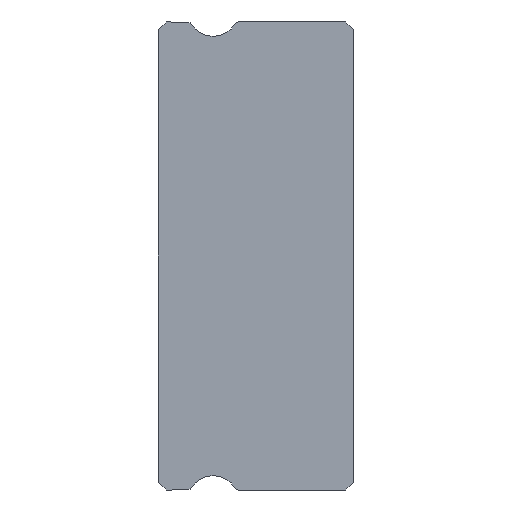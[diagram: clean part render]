
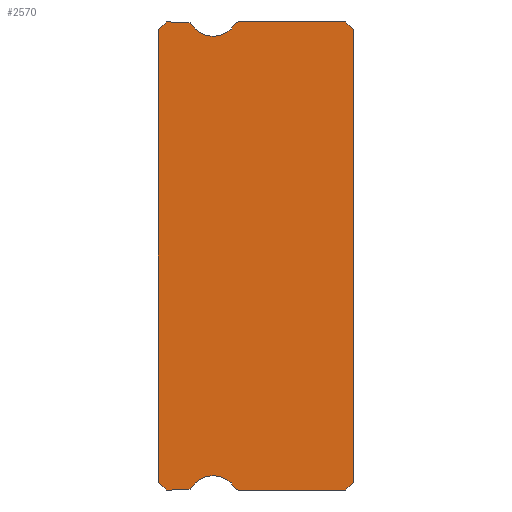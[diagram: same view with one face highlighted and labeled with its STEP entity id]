
A CAD part, left-side view. The second image highlights one B-rep face of the part: STEP entity #2570.
In plain terms, the highlighted planar face has unit normal (-1, 0, 0).
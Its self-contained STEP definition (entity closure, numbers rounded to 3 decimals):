
#32 = CARTESIAN_POINT ( 'NONE',  ( -15., 7.2, 9. ) ) ;
#52 = CARTESIAN_POINT ( 'NONE',  ( -15., 5.4, 9.45 ) ) ;
#54 = DIRECTION ( 'NONE',  ( 1., 0., 0. ) ) ;
#123 = ORIENTED_EDGE ( 'NONE', *, *, #1531, .F. ) ;
#175 = EDGE_CURVE ( 'NONE', #1976, #719, #2259, .T. ) ;
#188 = CARTESIAN_POINT ( 'NONE',  ( -15., 0., -8.7 ) ) ;
#200 = CIRCLE ( 'NONE', #469, 1. ) ;
#209 = AXIS2_PLACEMENT_3D ( 'NONE', #2853, #2325, #2346 ) ;
#220 = VERTEX_POINT ( 'NONE', #696 ) ;
#247 = CARTESIAN_POINT ( 'NONE',  ( -15., 6.381, -8.85 ) ) ;
#253 = LINE ( 'NONE', #3851, #1704 ) ;
#272 = VECTOR ( 'NONE', #1682, 1000. ) ;
#413 = CARTESIAN_POINT ( 'NONE',  ( -15., 7.5, 8.85 ) ) ;
#418 = ORIENTED_EDGE ( 'NONE', *, *, #1911, .T. ) ;
#469 = AXIS2_PLACEMENT_3D ( 'NONE', #1104, #514, #495 ) ;
#492 = ORIENTED_EDGE ( 'NONE', *, *, #768, .F. ) ;
#495 = DIRECTION ( 'NONE',  ( 0., 0., -1. ) ) ;
#502 = CARTESIAN_POINT ( 'NONE',  ( -15., 4.419, -9. ) ) ;
#514 = DIRECTION ( 'NONE',  ( -1., 0., 0. ) ) ;
#536 = VECTOR ( 'NONE', #2252, 1000. ) ;
#544 = EDGE_LOOP ( 'NONE', ( #1247, #4134, #2453, #4203, #1766, #492, #3420, #904, #418, #2818, #123, #3674, #2834, #661, #3020, #1519, #2437 ) ) ;
#576 = VERTEX_POINT ( 'NONE', #32 ) ;
#661 = ORIENTED_EDGE ( 'NONE', *, *, #1479, .F. ) ;
#696 = CARTESIAN_POINT ( 'NONE',  ( -15., 6.381, 9. ) ) ;
#719 = VERTEX_POINT ( 'NONE', #2131 ) ;
#731 = EDGE_CURVE ( 'NONE', #3955, #821, #2206, .T. ) ;
#738 = CIRCLE ( 'NONE', #812, 0.15 ) ;
#768 = EDGE_CURVE ( 'NONE', #3615, #2961, #738, .T. ) ;
#799 = DIRECTION ( 'NONE',  ( 0., 1., 0. ) ) ;
#807 = DIRECTION ( 'NONE',  ( 0., 1., 0. ) ) ;
#812 = AXIS2_PLACEMENT_3D ( 'NONE', #1890, #3149, #3180 ) ;
#819 = LINE ( 'NONE', #1126, #1631 ) ;
#821 = VERTEX_POINT ( 'NONE', #1273 ) ;
#882 = VECTOR ( 'NONE', #3285, 1000. ) ;
#897 = EDGE_CURVE ( 'NONE', #220, #2810, #1702, .T. ) ;
#904 = ORIENTED_EDGE ( 'NONE', *, *, #731, .F. ) ;
#950 = CARTESIAN_POINT ( 'NONE',  ( -15., 6.381, -9. ) ) ;
#1020 = EDGE_CURVE ( 'NONE', #821, #3615, #819, .T. ) ;
#1052 = EDGE_CURVE ( 'NONE', #2961, #2791, #200, .T. ) ;
#1065 = CIRCLE ( 'NONE', #3262, 1. ) ;
#1082 = AXIS2_PLACEMENT_3D ( 'NONE', #2646, #2269, #1351 ) ;
#1104 = CARTESIAN_POINT ( 'NONE',  ( -15., 5.4, -9.45 ) ) ;
#1126 = CARTESIAN_POINT ( 'NONE',  ( -15., 6.381, -9. ) ) ;
#1193 = EDGE_CURVE ( 'NONE', #1880, #1227, #253, .T. ) ;
#1227 = VERTEX_POINT ( 'NONE', #3144 ) ;
#1247 = ORIENTED_EDGE ( 'NONE', *, *, #1947, .F. ) ;
#1248 = EDGE_CURVE ( 'NONE', #2427, #3011, #1347, .T. ) ;
#1273 = CARTESIAN_POINT ( 'NONE',  ( -15., 0.3, -9. ) ) ;
#1280 = FACE_OUTER_BOUND ( 'NONE', #544, .T. ) ;
#1347 = LINE ( 'NONE', #1990, #882 ) ;
#1351 = DIRECTION ( 'NONE',  ( 0., 0., -1. ) ) ;
#1354 = DIRECTION ( 'NONE',  ( 0., 0., 1. ) ) ;
#1360 = EDGE_CURVE ( 'NONE', #576, #2371, #1967, .T. ) ;
#1365 = VECTOR ( 'NONE', #807, 1000. ) ;
#1479 = EDGE_CURVE ( 'NONE', #2810, #2485, #1065, .T. ) ;
#1519 = ORIENTED_EDGE ( 'NONE', *, *, #1546, .T. ) ;
#1531 = EDGE_CURVE ( 'NONE', #719, #2427, #2769, .T. ) ;
#1546 = EDGE_CURVE ( 'NONE', #220, #576, #3766, .T. ) ;
#1582 = AXIS2_PLACEMENT_3D ( 'NONE', #3026, #54, #3926 ) ;
#1631 = VECTOR ( 'NONE', #799, 1000. ) ;
#1656 = DIRECTION ( 'NONE',  ( 0., 0.707, -0.707 ) ) ;
#1668 = CARTESIAN_POINT ( 'NONE',  ( -15., 6.381, 8.85 ) ) ;
#1682 = DIRECTION ( 'NONE',  ( 0., 0., 1. ) ) ;
#1700 = EDGE_CURVE ( 'NONE', #2791, #3992, #2514, .T. ) ;
#1702 = CIRCLE ( 'NONE', #1082, 0.15 ) ;
#1704 = VECTOR ( 'NONE', #4157, 1000. ) ;
#1710 = VECTOR ( 'NONE', #2472, 1000. ) ;
#1766 = ORIENTED_EDGE ( 'NONE', *, *, #1052, .F. ) ;
#1858 = CARTESIAN_POINT ( 'NONE',  ( -15., 6.253, -8.928 ) ) ;
#1880 = VERTEX_POINT ( 'NONE', #2885 ) ;
#1890 = CARTESIAN_POINT ( 'NONE',  ( -15., 4.419, -8.85 ) ) ;
#1903 = EDGE_CURVE ( 'NONE', #1227, #3992, #2567, .T. ) ;
#1911 = EDGE_CURVE ( 'NONE', #3955, #3011, #3021, .T. ) ;
#1933 = CARTESIAN_POINT ( 'NONE',  ( -15., 0., -8.7 ) ) ;
#1937 = DIRECTION ( 'NONE',  ( 0., -1., 0. ) ) ;
#1947 = EDGE_CURVE ( 'NONE', #1880, #2371, #3987, .T. ) ;
#1967 = LINE ( 'NONE', #2033, #4001 ) ;
#1976 = VERTEX_POINT ( 'NONE', #2021 ) ;
#1990 = CARTESIAN_POINT ( 'NONE',  ( -15., 0.3, 9. ) ) ;
#2021 = CARTESIAN_POINT ( 'NONE',  ( -15., 4.547, 8.928 ) ) ;
#2033 = CARTESIAN_POINT ( 'NONE',  ( -15., 7.5, 8.7 ) ) ;
#2110 = CARTESIAN_POINT ( 'NONE',  ( -15., 7.2, 9. ) ) ;
#2121 = VECTOR ( 'NONE', #1354, 1000. ) ;
#2131 = CARTESIAN_POINT ( 'NONE',  ( -15., 4.419, 9. ) ) ;
#2156 = CARTESIAN_POINT ( 'NONE',  ( -15., 6.381, -9. ) ) ;
#2206 = LINE ( 'NONE', #1933, #536 ) ;
#2232 = CARTESIAN_POINT ( 'NONE',  ( -15., 4.547, -8.928 ) ) ;
#2252 = DIRECTION ( 'NONE',  ( 0., 0.707, -0.707 ) ) ;
#2259 = CIRCLE ( 'NONE', #1582, 0.15 ) ;
#2269 = DIRECTION ( 'NONE',  ( 1., 0., 0. ) ) ;
#2320 = DIRECTION ( 'NONE',  ( 0., 0., -1. ) ) ;
#2325 = DIRECTION ( 'NONE',  ( -1., 0., 0. ) ) ;
#2346 = DIRECTION ( 'NONE',  ( 0., 0., -1. ) ) ;
#2371 = VERTEX_POINT ( 'NONE', #3956 ) ;
#2393 = AXIS2_PLACEMENT_3D ( 'NONE', #247, #4191, #2493 ) ;
#2427 = VERTEX_POINT ( 'NONE', #3895 ) ;
#2437 = ORIENTED_EDGE ( 'NONE', *, *, #1360, .T. ) ;
#2453 = ORIENTED_EDGE ( 'NONE', *, *, #1903, .T. ) ;
#2472 = DIRECTION ( 'NONE',  ( 0., -1., 0. ) ) ;
#2485 = VERTEX_POINT ( 'NONE', #2757 ) ;
#2493 = DIRECTION ( 'NONE',  ( 0., 0., -1. ) ) ;
#2514 = CIRCLE ( 'NONE', #2393, 0.15 ) ;
#2567 = LINE ( 'NONE', #950, #3143 ) ;
#2570 = ADVANCED_FACE ( 'NONE', ( #1280 ), #3234, .F. ) ;
#2572 = DIRECTION ( 'NONE',  ( 1., 0., 0. ) ) ;
#2597 = DIRECTION ( 'NONE',  ( 0., 0., -1. ) ) ;
#2646 = CARTESIAN_POINT ( 'NONE',  ( -15., 6.381, 8.85 ) ) ;
#2658 = DIRECTION ( 'NONE',  ( -1., 0., 0. ) ) ;
#2757 = CARTESIAN_POINT ( 'NONE',  ( -15., 5.4, 8.45 ) ) ;
#2769 = LINE ( 'NONE', #3722, #1710 ) ;
#2791 = VERTEX_POINT ( 'NONE', #1858 ) ;
#2810 = VERTEX_POINT ( 'NONE', #2826 ) ;
#2818 = ORIENTED_EDGE ( 'NONE', *, *, #1248, .F. ) ;
#2826 = CARTESIAN_POINT ( 'NONE',  ( -15., 6.253, 8.928 ) ) ;
#2834 = ORIENTED_EDGE ( 'NONE', *, *, #3315, .F. ) ;
#2853 = CARTESIAN_POINT ( 'NONE',  ( -15., 5.4, 9.45 ) ) ;
#2867 = CARTESIAN_POINT ( 'NONE',  ( -15., 0., 8.7 ) ) ;
#2885 = CARTESIAN_POINT ( 'NONE',  ( -15., 7.5, -8.7 ) ) ;
#2961 = VERTEX_POINT ( 'NONE', #2232 ) ;
#3011 = VERTEX_POINT ( 'NONE', #2867 ) ;
#3020 = ORIENTED_EDGE ( 'NONE', *, *, #897, .F. ) ;
#3021 = LINE ( 'NONE', #3334, #272 ) ;
#3026 = CARTESIAN_POINT ( 'NONE',  ( -15., 4.419, 8.85 ) ) ;
#3143 = VECTOR ( 'NONE', #1937, 1000. ) ;
#3144 = CARTESIAN_POINT ( 'NONE',  ( -15., 7.2, -9. ) ) ;
#3149 = DIRECTION ( 'NONE',  ( 1., 0., 0. ) ) ;
#3180 = DIRECTION ( 'NONE',  ( 0., 0., -1. ) ) ;
#3234 = PLANE ( 'NONE',  #4036 ) ;
#3262 = AXIS2_PLACEMENT_3D ( 'NONE', #52, #2658, #2320 ) ;
#3285 = DIRECTION ( 'NONE',  ( 0., -0.707, -0.707 ) ) ;
#3315 = EDGE_CURVE ( 'NONE', #2485, #1976, #4087, .T. ) ;
#3334 = CARTESIAN_POINT ( 'NONE',  ( -15., 0., 8.7 ) ) ;
#3420 = ORIENTED_EDGE ( 'NONE', *, *, #1020, .F. ) ;
#3615 = VERTEX_POINT ( 'NONE', #502 ) ;
#3674 = ORIENTED_EDGE ( 'NONE', *, *, #175, .F. ) ;
#3722 = CARTESIAN_POINT ( 'NONE',  ( -15., 6.381, 9. ) ) ;
#3766 = LINE ( 'NONE', #2110, #1365 ) ;
#3851 = CARTESIAN_POINT ( 'NONE',  ( -15., 7.2, -9. ) ) ;
#3895 = CARTESIAN_POINT ( 'NONE',  ( -15., 0.3, 9. ) ) ;
#3926 = DIRECTION ( 'NONE',  ( 0., 0., -1. ) ) ;
#3955 = VERTEX_POINT ( 'NONE', #188 ) ;
#3956 = CARTESIAN_POINT ( 'NONE',  ( -15., 7.5, 8.7 ) ) ;
#3987 = LINE ( 'NONE', #413, #2121 ) ;
#3992 = VERTEX_POINT ( 'NONE', #2156 ) ;
#4001 = VECTOR ( 'NONE', #1656, 1000. ) ;
#4036 = AXIS2_PLACEMENT_3D ( 'NONE', #1668, #2572, #2597 ) ;
#4087 = CIRCLE ( 'NONE', #209, 1. ) ;
#4134 = ORIENTED_EDGE ( 'NONE', *, *, #1193, .T. ) ;
#4157 = DIRECTION ( 'NONE',  ( 0., -0.707, -0.707 ) ) ;
#4191 = DIRECTION ( 'NONE',  ( 1., 0., 0. ) ) ;
#4203 = ORIENTED_EDGE ( 'NONE', *, *, #1700, .F. ) ;
